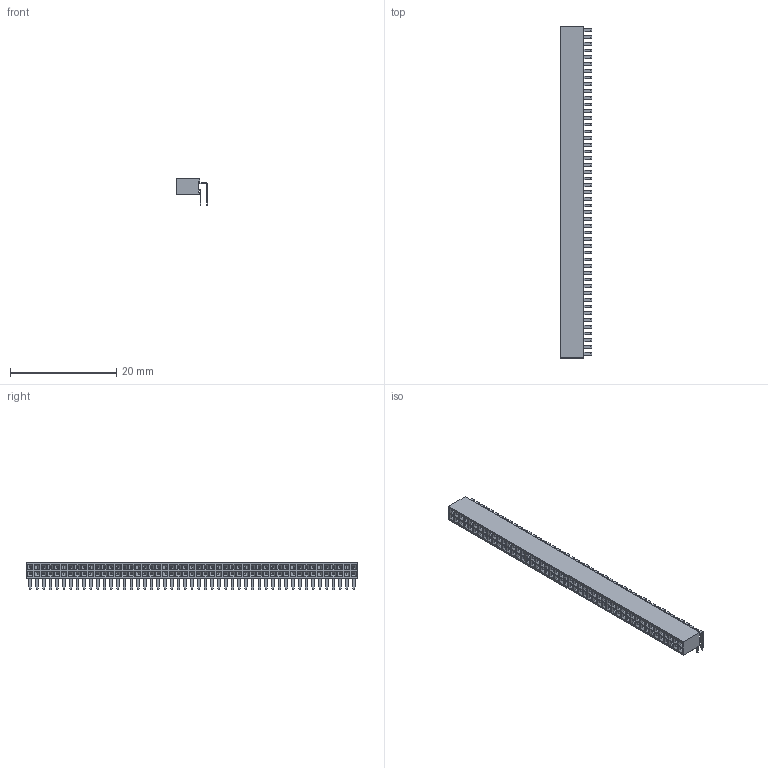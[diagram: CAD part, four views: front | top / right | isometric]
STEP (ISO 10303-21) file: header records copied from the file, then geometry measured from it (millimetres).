
FILE_DESCRIPTION(/* description */ ('model of PinSocket_2x49_P1.27mm_Horizontal'),/* implementation_level */ '2;1');
FILE_NAME(/* name */ 'PinSocket_2x49_P1.27mm_Horizontal.step',/* time_stamp */ '1970-01-01T00:00:00',/* author */ ('KiCAD','kicad'),/* organization */ ('OCCT'),/* preprocessor_version */ '',/* originating_system */ 'KiCAD',/* authorisation */ '');
FILE_SCHEMA(('AUTOMOTIVE_DESIGN { 1 0 10303 214 1 1 1 1 }'));
Length unit declared in the file: millimetre
Products named in the file (1): PinSocket_2x49_P1.27mm_Horizontal
Bounding box: 5.89 x 62.58 x 5.12 mm (x, y, z)
Volume: 773.2 mm3; surface area: 2287.8 mm2
Topology: 1 solids, 1 shells, 2950 faces, 7864 edges, 5112 vertices
Faces by surface type: plane 2754, cylinder 196
Entity records: 58083 total; most frequent: ORIENTED_EDGE 11796, EDGE_CURVE 7864, CARTESIAN_POINT 7370, LINE 7078, VERTEX_POINT 5112, FACE_BOUND 3146, EDGE_LOOP 3146, ADVANCED_FACE 2950
